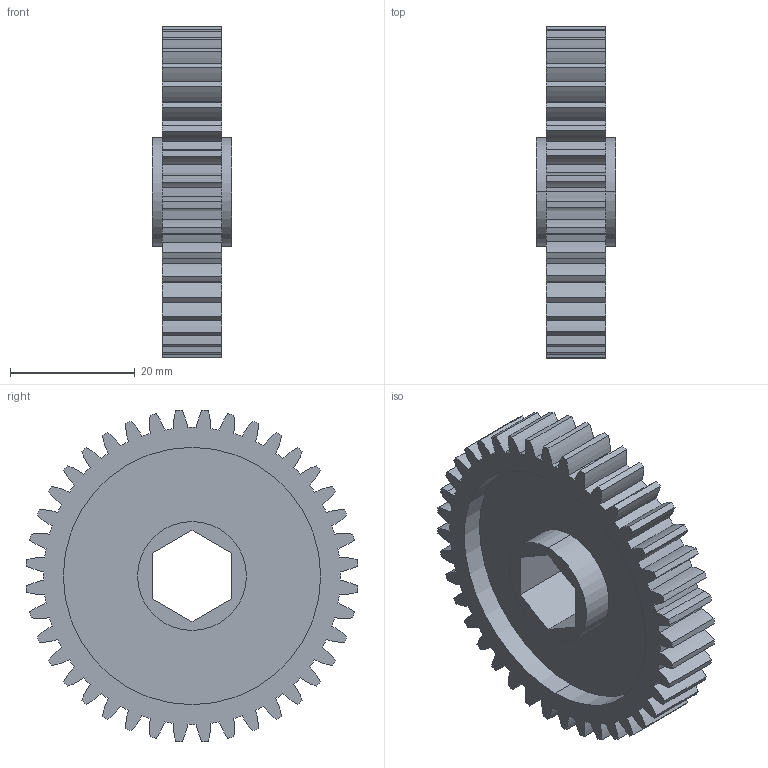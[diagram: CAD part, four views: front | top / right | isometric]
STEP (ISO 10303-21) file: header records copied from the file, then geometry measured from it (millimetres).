
FILE_DESCRIPTION (( 'STEP AP214' ), '1' );
FILE_NAME ('am-3487 40T 20DP 500hex 375 FW.STEP', '2016-11-04T21:04:09', ( '' ), ( '' ), 'SwSTEP 2.0', 'SolidWorks 2014', '' );
FILE_SCHEMA (( 'AUTOMOTIVE_DESIGN' ));
Length unit declared in the file: inch
Products named in the file (1): am-3487 40T 20DP 500hex 375 FW
Bounding box: 12.7 x 53.24 x 53.24 mm (x, y, z)
Volume: 10269.8 mm3; surface area: 8884 mm2
Topology: 1 solids, 1 shells, 183 faces, 531 edges, 354 vertices
Faces by surface type: cylinder 171, plane 12
Entity records: 6291 total; most frequent: DIRECTION 1241, CARTESIAN_POINT 1069, ORIENTED_EDGE 1062, EDGE_CURVE 531, AXIS2_PLACEMENT_3D 526, VERTEX_POINT 354, CIRCLE 342, EDGE_LOOP 189
